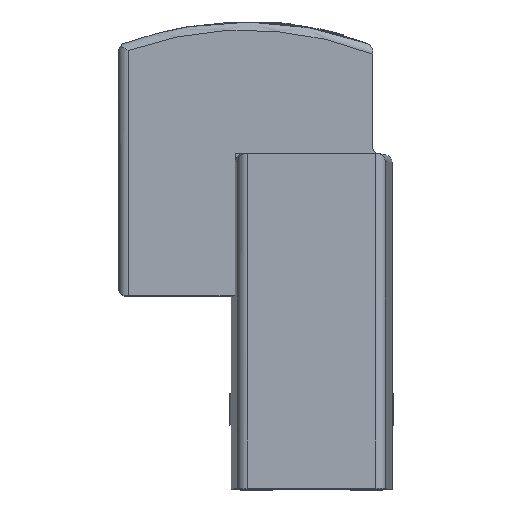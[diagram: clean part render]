
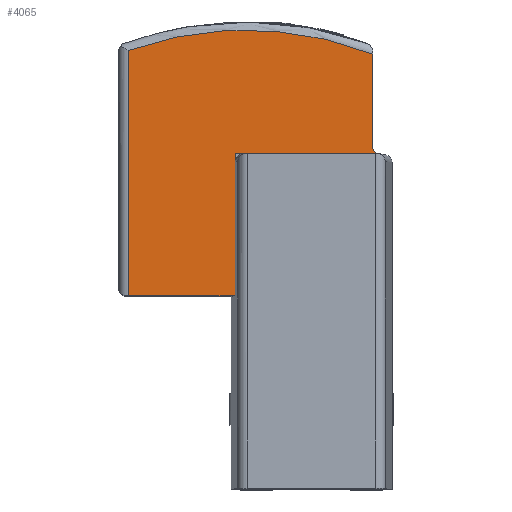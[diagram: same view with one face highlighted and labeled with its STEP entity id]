
A CAD part, top view. The second image highlights one B-rep face of the part: STEP entity #4065.
In plain terms, the highlighted planar face has unit normal (0, 0, 1).
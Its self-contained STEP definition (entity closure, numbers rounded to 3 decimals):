
#222=LINE('',#5788,#487);
#223=LINE('',#5790,#488);
#224=LINE('',#5792,#489);
#225=LINE('',#5794,#490);
#226=LINE('',#5798,#491);
#487=VECTOR('',#4768,1000.);
#488=VECTOR('',#4769,1000.);
#489=VECTOR('',#4770,1000.);
#490=VECTOR('',#4771,1000.);
#491=VECTOR('',#4774,1000.);
#843=ORIENTED_EDGE('',*,*,#1677,.F.);
#844=ORIENTED_EDGE('',*,*,#1678,.F.);
#845=ORIENTED_EDGE('',*,*,#1679,.T.);
#846=ORIENTED_EDGE('',*,*,#1680,.F.);
#847=ORIENTED_EDGE('',*,*,#1681,.T.);
#848=ORIENTED_EDGE('',*,*,#1682,.F.);
#849=ORIENTED_EDGE('',*,*,#1683,.T.);
#1677=EDGE_CURVE('',#2085,#2086,#2287,.T.);
#1678=EDGE_CURVE('',#2087,#2085,#222,.F.);
#1679=EDGE_CURVE('',#2087,#2088,#223,.T.);
#1680=EDGE_CURVE('',#2089,#2088,#224,.T.);
#1681=EDGE_CURVE('',#2089,#2090,#225,.T.);
#1682=EDGE_CURVE('',#2091,#2090,#2288,.T.);
#1683=EDGE_CURVE('',#2091,#2086,#226,.T.);
#2085=VERTEX_POINT('',#5786);
#2086=VERTEX_POINT('',#5787);
#2087=VERTEX_POINT('',#5789);
#2088=VERTEX_POINT('',#5791);
#2089=VERTEX_POINT('',#5793);
#2090=VERTEX_POINT('',#5795);
#2091=VERTEX_POINT('',#5797);
#2287=CIRCLE('',#4291,10.75);
#2288=CIRCLE('',#4292,0.2);
#2399=EDGE_LOOP('',(#843,#844,#845,#846,#847,#848,#849));
#2593=FACE_BOUND('',#2399,.T.);
#2772=PLANE('',#4290);
#4065=ADVANCED_FACE('',(#2593),#2772,.T.);
#4290=AXIS2_PLACEMENT_3D('',#5784,#4764,#4765);
#4291=AXIS2_PLACEMENT_3D('',#5785,#4766,#4767);
#4292=AXIS2_PLACEMENT_3D('',#5796,#4772,#4773);
#4764=DIRECTION('',(0.,0.,1.));
#4765=DIRECTION('',(1.,0.,0.));
#4766=DIRECTION('',(0.,0.,-1.));
#4767=DIRECTION('',(-1.,0.,0.));
#4768=DIRECTION('',(0.,-1.,0.));
#4769=DIRECTION('',(1.,0.,0.));
#4770=DIRECTION('',(0.,-1.,0.));
#4771=DIRECTION('',(1.,0.,0.));
#4772=DIRECTION('',(0.,0.,1.));
#4773=DIRECTION('',(1.,0.,0.));
#4774=DIRECTION('',(0.,1.,0.));
#5784=CARTESIAN_POINT('',(-3.25,6.25,23.925));
#5785=CARTESIAN_POINT('',(0.45,3.504,23.925));
#5786=CARTESIAN_POINT('',(-3.2,13.615,23.925));
#5787=CARTESIAN_POINT('',(4.4,13.502,23.925));
#5788=CARTESIAN_POINT('',(-3.2,15.1,23.925));
#5789=CARTESIAN_POINT('',(-3.2,6.,23.925));
#5790=CARTESIAN_POINT('',(-3.25,6.,23.925));
#5791=CARTESIAN_POINT('',(0.124,6.,23.925));
#5792=CARTESIAN_POINT('',(0.124,10.4,23.925));
#5793=CARTESIAN_POINT('',(0.124,10.4,23.925));
#5794=CARTESIAN_POINT('',(0.3,10.4,23.925));
#5795=CARTESIAN_POINT('',(4.6,10.4,23.925));
#5796=CARTESIAN_POINT('',(4.6,10.6,23.925));
#5797=CARTESIAN_POINT('',(4.4,10.6,23.925));
#5798=CARTESIAN_POINT('',(4.4,10.6,23.925));
